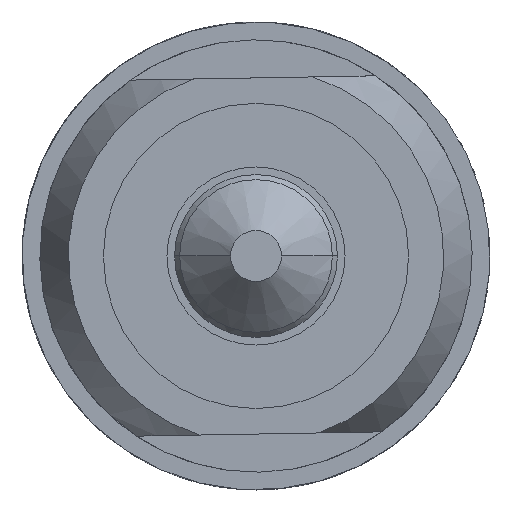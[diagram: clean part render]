
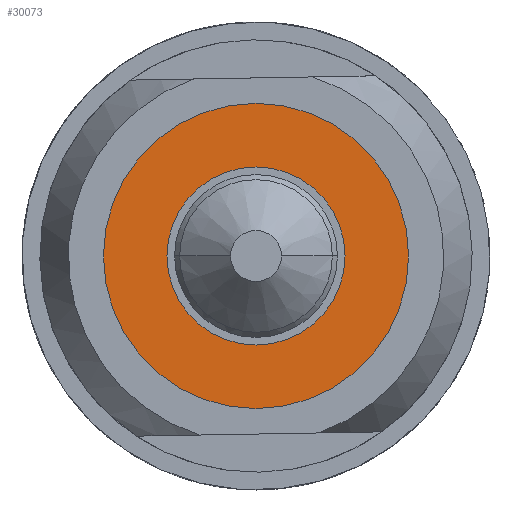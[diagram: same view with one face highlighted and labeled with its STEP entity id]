
A CAD part, left-side view. The second image highlights one B-rep face of the part: STEP entity #30073.
In plain terms, the highlighted planar face has unit normal (-1, 0, 0).
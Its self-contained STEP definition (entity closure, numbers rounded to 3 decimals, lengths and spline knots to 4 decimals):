
#3832=CARTESIAN_POINT('',(9.6,0.,0.));
#3833=DIRECTION('',(1.,0.,0.));
#3834=DIRECTION('',(0.,-1.,0.));
#3835=AXIS2_PLACEMENT_3D('',#3832,#3833,#3834);
#3837=CARTESIAN_POINT('',(9.6,0.,0.));
#3838=DIRECTION('',(1.,0.,0.));
#3839=DIRECTION('',(0.,1.,0.));
#3840=AXIS2_PLACEMENT_3D('',#3837,#3838,#3839);
#3842=CARTESIAN_POINT('',(9.6,0.,0.));
#3843=DIRECTION('',(-1.,0.,0.));
#3844=DIRECTION('',(0.,-1.,0.));
#3845=AXIS2_PLACEMENT_3D('',#3842,#3843,#3844);
#3847=CARTESIAN_POINT('',(9.6,0.,0.));
#3848=DIRECTION('',(-1.,0.,0.));
#3849=DIRECTION('',(0.,1.,0.));
#3850=AXIS2_PLACEMENT_3D('',#3847,#3848,#3849);
#21265=CARTESIAN_POINT('',(9.6,3.,0.));
#21266=CARTESIAN_POINT('',(9.6,-3.,0.));
#21267=VERTEX_POINT('',#21265);
#21268=VERTEX_POINT('',#21266);
#21269=CARTESIAN_POINT('',(9.6,-1.75,0.));
#21270=CARTESIAN_POINT('',(9.6,1.75,0.));
#21271=VERTEX_POINT('',#21269);
#21272=VERTEX_POINT('',#21270);
#30058=CARTESIAN_POINT('',(9.6,0.,0.));
#30059=DIRECTION('',(1.,0.,0.));
#30060=DIRECTION('',(0.,-1.,0.));
#30061=AXIS2_PLACEMENT_3D('',#30058,#30059,#30060);
#30062=PLANE('',#30061);
#30063=ORIENTED_EDGE('',*,*,#30052,.T.);
#30064=ORIENTED_EDGE('',*,*,#30038,.T.);
#30065=EDGE_LOOP('',(#30063,#30064));
#30066=FACE_OUTER_BOUND('',#30065,.F.);
#30068=ORIENTED_EDGE('',*,*,#30067,.T.);
#30070=ORIENTED_EDGE('',*,*,#30069,.T.);
#30071=EDGE_LOOP('',(#30068,#30070));
#30072=FACE_BOUND('',#30071,.F.);
#3836=CIRCLE('',#3835,3.);
#3841=CIRCLE('',#3840,3.);
#3846=CIRCLE('',#3845,1.75);
#3851=CIRCLE('',#3850,1.75);
#30038=EDGE_CURVE('',#21267,#21268,#3841,.T.);
#30052=EDGE_CURVE('',#21268,#21267,#3836,.T.);
#30067=EDGE_CURVE('',#21271,#21272,#3846,.T.);
#30069=EDGE_CURVE('',#21272,#21271,#3851,.T.);
#30073=ADVANCED_FACE('',(#30066,#30072),#30062,.F.);
